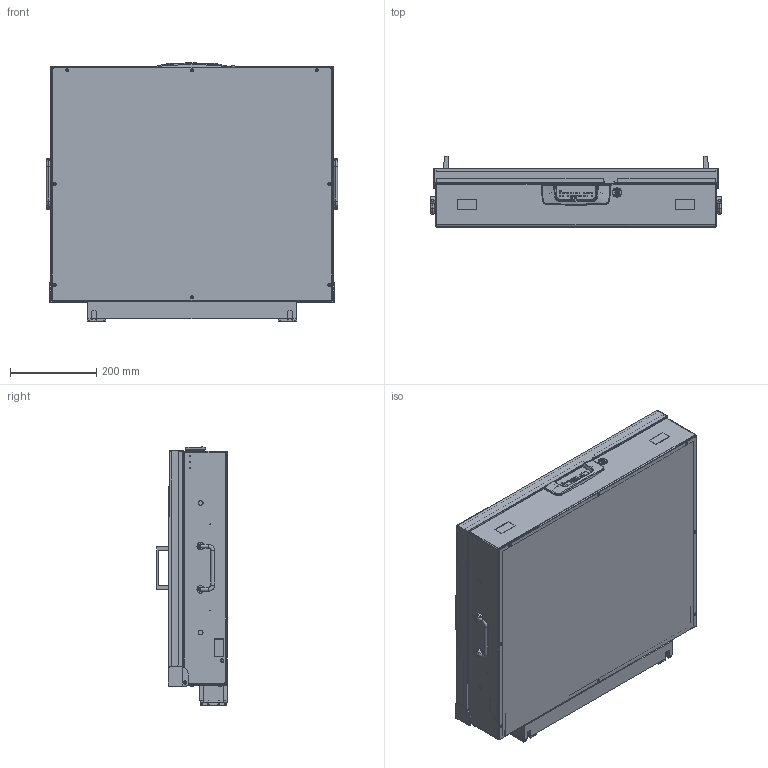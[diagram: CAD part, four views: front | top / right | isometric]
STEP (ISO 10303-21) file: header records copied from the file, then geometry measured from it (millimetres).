
FILE_DESCRIPTION (( 'STEP AP214' ), '1' );
FILE_NAME ('INGUN_114645.STEP', '2024-02-06T14:54:25', ( '' ), ( '' ), 'SwSTEP 2.0', 'SolidWorks 2021', '' );
FILE_SCHEMA (( 'AUTOMOTIVE_DESIGN' ));
Length unit declared in the file: millimetre
Products named in the file (58): 8078~0_flexibel <Standard>; DIN125~n_04,3 M04,0; 109715~1_S; DIN7991~n_M03,0x006; 114196~0; 113759~1_S; 114364~0_S; ISO7380~n_M04,0x008; 113757~3_KUNDE<S>; 113701~0_S; 113760~1_S; 8078_1~0; 32171~0_S; 107216~2_KUNDE<S>; 109717~0; 112035~1; 114196_004~0_S; ISO7380~n_M04,0x012; 112087~2_S; 114196_003~0; 19420~3; 112992~2_S; 115289~0_S; 114196_001~0; INGUN_114645; 112026~0_Mitte<S>; 49317~0; DIN988~n_06x12x0,1; Gewindebuchse~n_M04-07,5 offen; 8078_2~0; 113592~0_S; 113694~1; DIN7~n_04,0m6x006; 107216_einteilig~2_KUNDE<S>; 112024~0_S; 1607~1; 112132~0_S; 112025~2_S; 11655~0; DIN923~n_M04x03 ...
Assembly tree (112 placements, depth 5):
  INGUN_114645
    113700~0_S
      113701~0_S
      32171~0_S
      112992~2_S  x2
      49317~0  x2
      114196~0  x2
        114196_001~0
        114196_002~0
        114196_003~0
        114196_004~0_S
      DIN912~n_M04,0x012
      112024~0_S
      112025~2_S
      DIN125~n_04,3 M04,0
      DIN985-A2~n_M04,0
      112026~0_Mitte<S>
      ISO7380~n_M03,0x005
      114364~0_S
    113757~3_KUNDE<S>
      115768~0_S
        113758~1_S
        Gewindebuchse~n_M04-07,5 offen  x4
      113759~1_S
      113760~1_S
      107216~2_KUNDE<S>
        107216_einteilig~2_KUNDE<S>
      1607~1  x2
      ISO7380~n_M04,0x012  x4
      112176~0_S  x2
        112087~2_S
          111995~2_S
          115289~0_S
        49317~0
      19420~3
      11657~0
      11655~0
      DIN7~n_04,0m6x006
    8078~0_flexibel <Standard>
      8078_1~0
      8078_2~0
    8078~0_flexibel <Standard>
      8078_1~0
      8078_2~0
    113713~0_S
      113714~0
      DIN7991~n_M03,0x006  x8
    113592~0_S
      113694~1
      DIN125~n_04,3 M04,0  x4
      ISO7380~n_M04,0x008  x4
    109715~1_S
      112132~0_S
      112034~0_S
      112036~0_S  x2
      112035~1  x2
      109717~0  x2
      45545~0_S  x2
      DIN923~n_M04x03  x2
      DIN988~n_06x12x0,1  x4
Bounding box: 674 x 163.94 x 597.82 mm (x, y, z)
Volume: 7816462.9 mm3; surface area: 3392155.8 mm2
Topology: 109 solids, 109 shells, 3959 faces, 9795 edges, 6208 vertices
Faces by surface type: cylinder 1730, plane 1588, cone 420, bspline 109, torus 108, sphere 4
Entity records: 84630 total; most frequent: CARTESIAN_POINT 25918, DIRECTION 11880, ORIENTED_EDGE 11042, EDGE_CURVE 5521, AXIS2_PLACEMENT_3D 4467, VERTEX_POINT 3523, LINE 2946, VECTOR 2946
